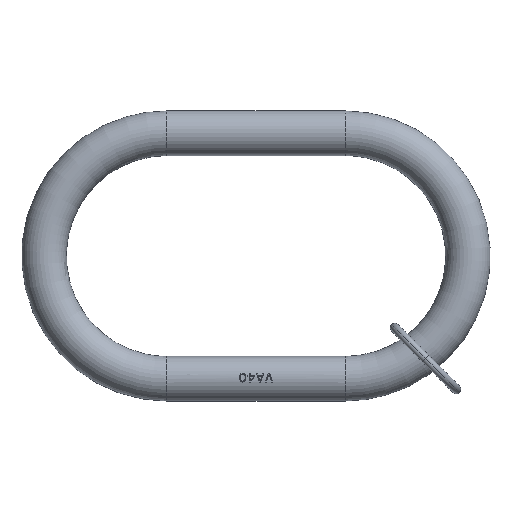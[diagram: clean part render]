
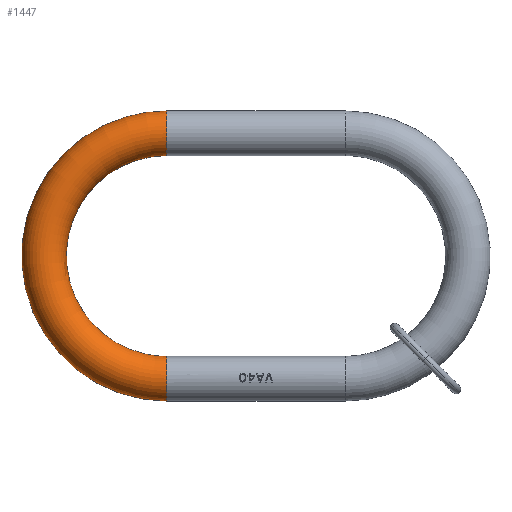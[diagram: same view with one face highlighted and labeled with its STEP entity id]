
A CAD part, top view. The second image highlights one B-rep face of the part: STEP entity #1447.
In plain terms, the highlighted toroidal (fillet/blend) face has major radius 110 mm and minor radius 20 mm.
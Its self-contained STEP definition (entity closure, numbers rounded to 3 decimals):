
#5=CARTESIAN_POINT('',(-140.,-110.,0.));
#6=DIRECTION('',(-1.,0.,0.));
#7=DIRECTION('',(0.,-1.,0.));
#8=AXIS2_PLACEMENT_3D('',#5,#6,#7);
#258=CARTESIAN_POINT('',(-140.,90.,0.));
#259=CARTESIAN_POINT('',(-144.712,90.,0.));
#260=CARTESIAN_POINT('',(-154.137,89.258,
0.));
#261=CARTESIAN_POINT('',(-167.926,85.948,
0.));
#262=CARTESIAN_POINT('',(-181.028,80.521,
0.));
#263=CARTESIAN_POINT('',(-193.119,73.112,
0.));
#264=CARTESIAN_POINT('',(-203.902,63.902,
0.));
#265=CARTESIAN_POINT('',(-213.112,53.119,
0.));
#266=CARTESIAN_POINT('',(-220.521,41.028,
0.));
#267=CARTESIAN_POINT('',(-225.948,27.926,
0.));
#268=CARTESIAN_POINT('',(-229.258,14.137,
0.));
#269=CARTESIAN_POINT('',(-230.371,0.,
0.));
#270=CARTESIAN_POINT('',(-229.258,-14.137,
0.));
#271=CARTESIAN_POINT('',(-225.948,-27.926,
0.));
#272=CARTESIAN_POINT('',(-220.521,-41.028,
0.));
#273=CARTESIAN_POINT('',(-213.112,-53.119,
0.));
#274=CARTESIAN_POINT('',(-203.902,-63.902,
0.));
#275=CARTESIAN_POINT('',(-193.119,-73.112,
0.));
#276=CARTESIAN_POINT('',(-181.028,-80.521,
0.));
#277=CARTESIAN_POINT('',(-167.926,-85.948,
0.));
#278=CARTESIAN_POINT('',(-154.137,-89.258,
0.));
#279=CARTESIAN_POINT('',(-144.712,-90.,0.));
#280=CARTESIAN_POINT('',(-140.,-90.,0.));
#282=CARTESIAN_POINT('',(-140.,-130.,0.));
#283=CARTESIAN_POINT('',(-146.188,-130.,0.));
#284=CARTESIAN_POINT('',(-158.564,-129.115,
0.));
#285=CARTESIAN_POINT('',(-176.75,-125.159,
0.));
#286=CARTESIAN_POINT('',(-194.188,-118.655,
0.));
#287=CARTESIAN_POINT('',(-210.523,-109.735,
0.));
#288=CARTESIAN_POINT('',(-225.422,-98.582,0.));
#289=CARTESIAN_POINT('',(-238.582,-85.422,0.));
#290=CARTESIAN_POINT('',(-249.735,-70.523,0.));
#291=CARTESIAN_POINT('',(-258.655,-54.188,0.));
#292=CARTESIAN_POINT('',(-265.159,-36.75,0.));
#293=CARTESIAN_POINT('',(-269.115,-18.564,0.));
#294=CARTESIAN_POINT('',(-270.443,0.,0.));
#295=CARTESIAN_POINT('',(-269.115,18.564,0.));
#296=CARTESIAN_POINT('',(-265.159,36.75,0.));
#297=CARTESIAN_POINT('',(-258.655,54.188,0.));
#298=CARTESIAN_POINT('',(-249.735,70.523,0.));
#299=CARTESIAN_POINT('',(-238.582,85.422,0.));
#300=CARTESIAN_POINT('',(-225.422,98.582,0.));
#301=CARTESIAN_POINT('',(-210.523,109.735,
0.));
#302=CARTESIAN_POINT('',(-194.188,118.655,
0.));
#303=CARTESIAN_POINT('',(-176.75,125.159,
0.));
#304=CARTESIAN_POINT('',(-158.564,129.115,
0.));
#305=CARTESIAN_POINT('',(-146.188,130.,0.));
#306=CARTESIAN_POINT('',(-140.,130.,0.));
#317=CARTESIAN_POINT('',(-140.,110.,0.));
#318=DIRECTION('',(-1.,0.,0.));
#319=DIRECTION('',(0.,-1.,0.));
#320=AXIS2_PLACEMENT_3D('',#317,#318,#319);
#1054=CARTESIAN_POINT('',(-140.,90.,0.));
#1056=VERTEX_POINT('',#1054);
#1057=CARTESIAN_POINT('',(-140.,130.,0.));
#1059=VERTEX_POINT('',#1057);
#1104=VERTEX_POINT('',#280);
#1105=VERTEX_POINT('',#282);
#1433=CARTESIAN_POINT('',(-140.,0.,0.));
#1434=DIRECTION('',(0.,0.,1.));
#1435=DIRECTION('',(0.,-1.,0.));
#1436=AXIS2_PLACEMENT_3D('',#1433,#1434,#1435);
#1437=TOROIDAL_SURFACE('',#1436,110.,20.);
#1439=ORIENTED_EDGE('',*,*,#1438,.F.);
#1441=ORIENTED_EDGE('',*,*,#1440,.T.);
#1442=ORIENTED_EDGE('',*,*,#1313,.F.);
#1444=ORIENTED_EDGE('',*,*,#1443,.T.);
#1445=EDGE_LOOP('',(#1439,#1441,#1442,#1444));
#1446=FACE_OUTER_BOUND('',#1445,.F.);
#1447=ADVANCED_FACE('',(#1446),#1437,.T.);
#9=CIRCLE('',#8,20.);
#281=B_SPLINE_CURVE_WITH_KNOTS('',3,(#258,#259,#260,#261,#262,#263,#264,#265,
#266,#267,#268,#269,#270,#271,#272,#273,#274,#275,#276,#277,#278,#279,#280),
.UNSPECIFIED.,.F.,.F.,(4,1,1,1,1,1,1,1,1,1,1,1,1,1,1,1,1,1,1,1,4),(0.,0.05,
0.1,0.15,0.2,0.25,0.3,0.35,0.4,0.45,0.5,0.55,0.6,0.65,
0.7,0.75,0.8,0.85,0.9,0.95,1.),.UNSPECIFIED.);
#307=B_SPLINE_CURVE_WITH_KNOTS('',3,(#282,#283,#284,#285,#286,#287,#288,#289,
#290,#291,#292,#293,#294,#295,#296,#297,#298,#299,#300,#301,#302,#303,#304,#305,
#306),.UNSPECIFIED.,.F.,.F.,(4,1,1,1,1,1,1,1,1,1,1,1,1,1,1,1,1,1,1,1,1,1,4),(
0.,0.045,0.091,0.136,0.182,
0.227,0.273,0.318,0.364,
0.409,0.455,0.5,0.545,0.591,
0.636,0.682,0.727,0.773,
0.818,0.864,0.909,0.955,1.),
.UNSPECIFIED.);
#321=CIRCLE('',#320,20.);
#1313=EDGE_CURVE('',#1105,#1104,#9,.T.);
#1438=EDGE_CURVE('',#1056,#1059,#321,.T.);
#1440=EDGE_CURVE('',#1056,#1104,#281,.T.);
#1443=EDGE_CURVE('',#1105,#1059,#307,.T.);
